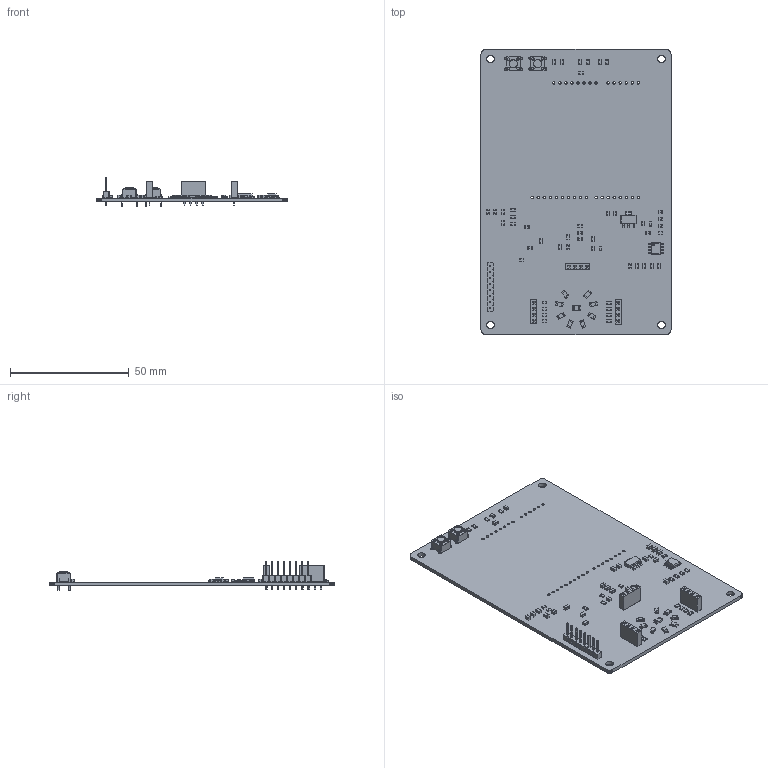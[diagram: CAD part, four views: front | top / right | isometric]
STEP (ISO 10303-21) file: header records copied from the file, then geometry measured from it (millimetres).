
FILE_DESCRIPTION(('KiCad electronic assembly'),'2;1');
FILE_NAME('PCB KiCad.step','2023-04-22T11:10:50',('Pcbnew'),('Kicad'), 'Open CASCADE STEP processor 7.6','KiCad to STEP converter','Unknown' );
FILE_SCHEMA(('AUTOMOTIVE_DESIGN { 1 0 10303 214 1 1 1 1 }'));
Length unit declared in the file: millimetre
Products named in the file (22): PCB KiCad 1; LED_1206_3216Metric; SOLID; R_0805_2012Metric; D_1206_3216Metric; C_0805_2012Metric; PinSocket_1x04_P2.54mm_Vertical; SW_PUSH_6mm; SOT-223; PinHeader_1x08_P2.54mm_Vertical; SOIC-8_3.9x4.9mm_P1.27mm; LED_0805_2012Metric; PCB
Assembly tree (77 placements, depth 3):
  PCB KiCad 1
    LED_1206_3216Metric  x8
      SOLID
    R_0805_2012Metric  x25
      SOLID
    D_1206_3216Metric
      SOLID
    C_0805_2012Metric  x22
      SOLID
    PinSocket_1x04_P2.54mm_Vertical  x3
      SOLID
    SW_PUSH_6mm  x2
      SOLID
    SOT-223
      SOLID
    PinHeader_1x08_P2.54mm_Vertical
      SOLID
    SOIC-8_3.9x4.9mm_P1.27mm
      SOLID
    LED_0805_2012Metric  x2
      SOLID
    PCB
Bounding box: 80 x 120 x 12.04 mm (x, y, z)
Volume: 16184.9 mm3; surface area: 22631.5 mm2
Topology: 67 solids, 67 shells, 2961 faces, 7717 edges, 5008 vertices
Faces by surface type: plane 2158, cylinder 753, bspline 48, torus 2
Full cylindrical faces by diameter (mm): 0.6 x1, 1 x60, 1.1 x8, 3.2 x4, 3.5 x2
Entity records: 70882 total; most frequent: CARTESIAN_POINT 12835, DIRECTION 9615, LINE 6671, VECTOR 6671, ORIENTED_EDGE 5088, PCURVE 5088, DEFINITIONAL_REPRESENTATION 5088, EDGE_CURVE 2544
